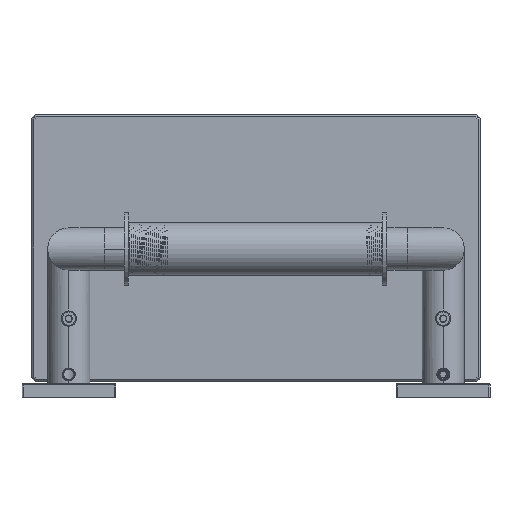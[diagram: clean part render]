
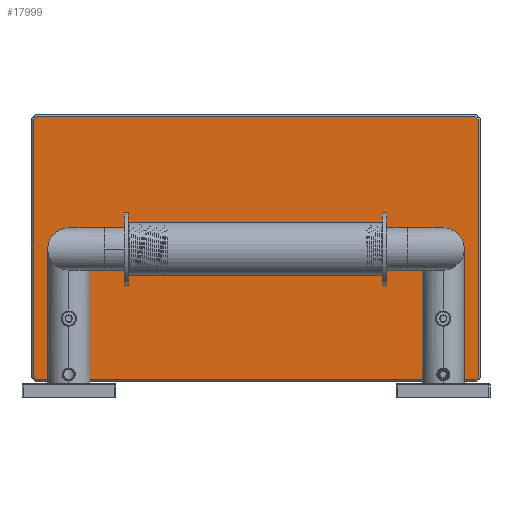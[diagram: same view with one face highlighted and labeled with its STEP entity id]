
A CAD part, front view. The second image highlights one B-rep face of the part: STEP entity #17999.
In plain terms, the highlighted planar face has unit normal (0, -1, 0).
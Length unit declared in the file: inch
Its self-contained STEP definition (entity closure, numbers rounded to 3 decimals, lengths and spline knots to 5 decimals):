
#16272=CARTESIAN_POINT('',(-3.5,0.,1.181));
#16273=DIRECTION('',(0.,1.,0.));
#16274=DIRECTION('',(-1.,0.,0.));
#16275=AXIS2_PLACEMENT_3D('',#16272,#16273,#16274);
#16277=CARTESIAN_POINT('',(-3.5,0.,1.181));
#16278=DIRECTION('',(0.,1.,0.));
#16279=DIRECTION('',(1.,0.,0.));
#16280=AXIS2_PLACEMENT_3D('',#16277,#16278,#16279);
#16282=CARTESIAN_POINT('',(3.5,0.,1.181));
#16283=DIRECTION('',(0.,1.,0.));
#16284=DIRECTION('',(-1.,0.,0.));
#16285=AXIS2_PLACEMENT_3D('',#16282,#16283,#16284);
#16287=CARTESIAN_POINT('',(3.5,0.,1.181));
#16288=DIRECTION('',(0.,1.,0.));
#16289=DIRECTION('',(1.,0.,0.));
#16290=AXIS2_PLACEMENT_3D('',#16287,#16288,#16289);
#16292=DIRECTION('',(0.,0.,-1.));
#16293=VECTOR('',#16292,4.8);
#16294=CARTESIAN_POINT('',(-4.15172,0.,4.9));
#16295=LINE('',#16294,#16293);
#16296=DIRECTION('',(-0.707,0.,-0.707));
#16297=VECTOR('',#16296,0.07314);
#16298=CARTESIAN_POINT('',(-4.1,0.,4.95172));
#16299=LINE('',#16298,#16297);
#16300=DIRECTION('',(-1.,0.,0.));
#16301=VECTOR('',#16300,8.2);
#16302=CARTESIAN_POINT('',(4.1,0.,4.95172));
#16303=LINE('',#16302,#16301);
#16304=DIRECTION('',(-0.707,0.,0.707));
#16305=VECTOR('',#16304,0.07314);
#16306=CARTESIAN_POINT('',(4.15172,0.,4.9));
#16307=LINE('',#16306,#16305);
#16308=DIRECTION('',(0.,0.,1.));
#16309=VECTOR('',#16308,4.8);
#16310=CARTESIAN_POINT('',(4.15172,0.,0.1));
#16311=LINE('',#16310,#16309);
#16312=DIRECTION('',(0.707,0.,0.707));
#16313=VECTOR('',#16312,0.07314);
#16314=CARTESIAN_POINT('',(4.1,0.,0.04828));
#16315=LINE('',#16314,#16313);
#16316=DIRECTION('',(1.,0.,0.));
#16317=VECTOR('',#16316,8.2);
#16318=CARTESIAN_POINT('',(-4.1,0.,0.04828));
#16319=LINE('',#16318,#16317);
#16320=DIRECTION('',(0.707,0.,-0.707));
#16321=VECTOR('',#16320,0.07314);
#16322=CARTESIAN_POINT('',(-4.15172,0.,0.1));
#16323=LINE('',#16322,#16321);
#17736=CARTESIAN_POINT('',(-3.6725,0.,1.181));
#17737=CARTESIAN_POINT('',(-3.3275,0.,1.181));
#17738=VERTEX_POINT('',#17736);
#17739=VERTEX_POINT('',#17737);
#17744=CARTESIAN_POINT('',(3.3275,0.,1.181));
#17745=CARTESIAN_POINT('',(3.6725,0.,1.181));
#17746=VERTEX_POINT('',#17744);
#17747=VERTEX_POINT('',#17745);
#17916=CARTESIAN_POINT('',(-4.15172,0.,4.9));
#17917=CARTESIAN_POINT('',(-4.15172,0.,0.1));
#17918=VERTEX_POINT('',#17916);
#17919=VERTEX_POINT('',#17917);
#17924=CARTESIAN_POINT('',(-4.1,0.,0.04828));
#17925=VERTEX_POINT('',#17924);
#17930=CARTESIAN_POINT('',(4.1,0.,0.04828));
#17931=VERTEX_POINT('',#17930);
#17936=CARTESIAN_POINT('',(4.15172,0.,0.1));
#17937=VERTEX_POINT('',#17936);
#17942=CARTESIAN_POINT('',(4.15172,0.,4.9));
#17943=VERTEX_POINT('',#17942);
#17948=CARTESIAN_POINT('',(4.1,0.,4.95172));
#17949=VERTEX_POINT('',#17948);
#17954=CARTESIAN_POINT('',(-4.1,0.,4.95172));
#17955=VERTEX_POINT('',#17954);
#17964=CARTESIAN_POINT('',(0.,0.,0.));
#17965=DIRECTION('',(0.,1.,0.));
#17966=DIRECTION('',(1.,0.,0.));
#17967=AXIS2_PLACEMENT_3D('',#17964,#17965,#17966);
#17968=PLANE('',#17967);
#17970=ORIENTED_EDGE('',*,*,#17969,.F.);
#17972=ORIENTED_EDGE('',*,*,#17971,.F.);
#17974=ORIENTED_EDGE('',*,*,#17973,.F.);
#17976=ORIENTED_EDGE('',*,*,#17975,.F.);
#17978=ORIENTED_EDGE('',*,*,#17977,.F.);
#17980=ORIENTED_EDGE('',*,*,#17979,.F.);
#17982=ORIENTED_EDGE('',*,*,#17981,.F.);
#17984=ORIENTED_EDGE('',*,*,#17983,.F.);
#17985=EDGE_LOOP('',(#17970,#17972,#17974,#17976,#17978,#17980,#17982,#17984));
#17986=FACE_OUTER_BOUND('',#17985,.F.);
#17988=ORIENTED_EDGE('',*,*,#17987,.F.);
#17990=ORIENTED_EDGE('',*,*,#17989,.F.);
#17991=EDGE_LOOP('',(#17988,#17990));
#17992=FACE_BOUND('',#17991,.F.);
#17994=ORIENTED_EDGE('',*,*,#17993,.F.);
#17996=ORIENTED_EDGE('',*,*,#17995,.F.);
#17997=EDGE_LOOP('',(#17994,#17996));
#17998=FACE_BOUND('',#17997,.F.);
#17999=ADVANCED_FACE('',(#17986,#17992,#17998),#17968,.F.);
#16276=CIRCLE('',#16275,0.1725);
#16281=CIRCLE('',#16280,0.1725);
#16286=CIRCLE('',#16285,0.1725);
#16291=CIRCLE('',#16290,0.1725);
#17969=EDGE_CURVE('',#17918,#17919,#16295,.T.);
#17971=EDGE_CURVE('',#17955,#17918,#16299,.T.);
#17973=EDGE_CURVE('',#17949,#17955,#16303,.T.);
#17975=EDGE_CURVE('',#17943,#17949,#16307,.T.);
#17977=EDGE_CURVE('',#17937,#17943,#16311,.T.);
#17979=EDGE_CURVE('',#17931,#17937,#16315,.T.);
#17981=EDGE_CURVE('',#17925,#17931,#16319,.T.);
#17983=EDGE_CURVE('',#17919,#17925,#16323,.T.);
#17987=EDGE_CURVE('',#17746,#17747,#16286,.T.);
#17989=EDGE_CURVE('',#17747,#17746,#16291,.T.);
#17993=EDGE_CURVE('',#17738,#17739,#16276,.T.);
#17995=EDGE_CURVE('',#17739,#17738,#16281,.T.);
